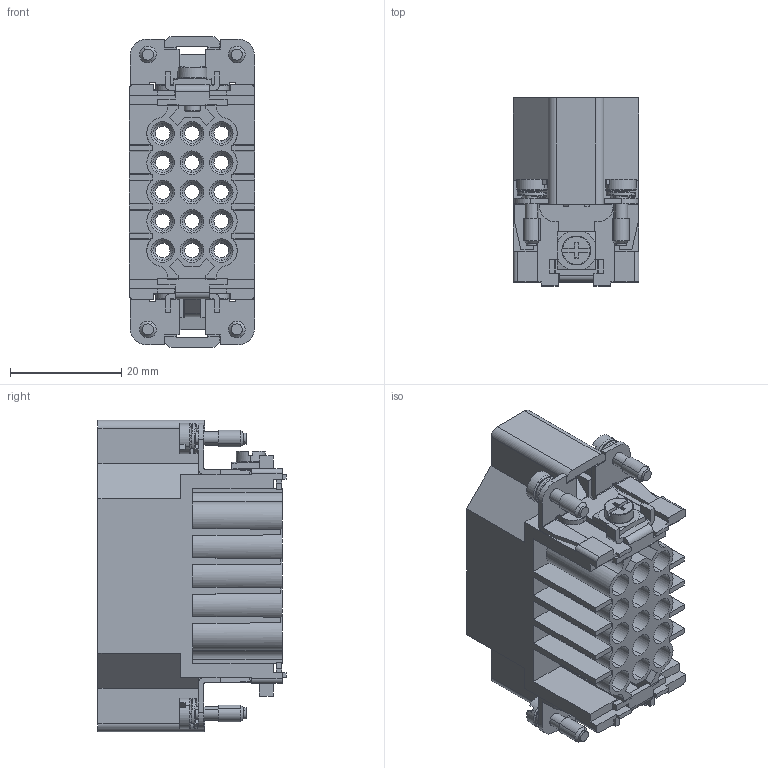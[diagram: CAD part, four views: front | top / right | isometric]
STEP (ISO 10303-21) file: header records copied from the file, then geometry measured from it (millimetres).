
FILE_DESCRIPTION (( 'STEP AP203' ), '1' );
FILE_NAME ('294213015.step', '2025-02-12T17:55:23', ( '' ), ( '' ), 'SwSTEP 2.0', 'SolidWorks 2024', '' );
FILE_SCHEMA (( 'CONFIG_CONTROL_DESIGN' ));
Length unit declared in the file: inch
Products named in the file (1): 294213015
Bounding box: 22.61 x 33.87 x 56.08 mm (x, y, z)
Volume: 13575 mm3; surface area: 17558.5 mm2
Topology: 13 solids, 13 shells, 931 faces, 2493 edges, 1616 vertices
Faces by surface type: plane 484, cylinder 322, cone 82, bspline 29, torus 14
Entity records: 30773 total; most frequent: CARTESIAN_POINT 7371, ORIENTED_EDGE 4986, DIRECTION 4790, EDGE_CURVE 2493, VECTOR 1632, LINE 1632, VERTEX_POINT 1616, AXIS2_PLACEMENT_3D 1579
